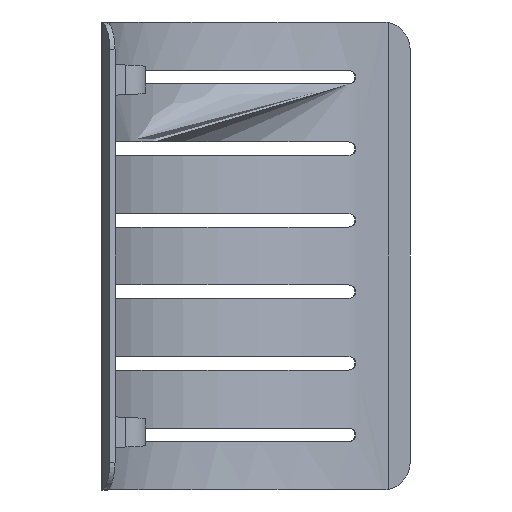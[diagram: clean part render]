
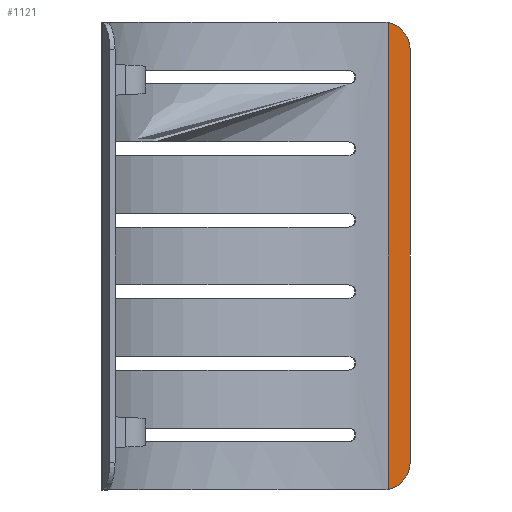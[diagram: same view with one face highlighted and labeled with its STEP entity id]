
A CAD part, left-side view. The second image highlights one B-rep face of the part: STEP entity #1121.
In plain terms, the highlighted planar face has unit normal (-1, 0, 0).
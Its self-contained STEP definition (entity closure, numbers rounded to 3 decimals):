
#49 = CARTESIAN_POINT ( 'NONE',  ( 51., -52., 42.5 ) ) ;
#267 = EDGE_CURVE ( 'NONE', #3015, #6405, #6197, .T. ) ;
#332 = VECTOR ( 'NONE', #1794, 1000. ) ;
#377 = CARTESIAN_POINT ( 'NONE',  ( 51., -52., 42.5 ) ) ;
#733 = AXIS2_PLACEMENT_3D ( 'NONE', #5919, #2586, #6487 ) ;
#834 = AXIS2_PLACEMENT_3D ( 'NONE', #5992, #2658, #6565 ) ;
#914 = PLANE ( 'NONE',  #1094 ) ;
#1094 = AXIS2_PLACEMENT_3D ( 'NONE', #377, #5331, #2001 ) ;
#1121 = ADVANCED_FACE ( 'NONE', ( #7147 ), #914, .F. ) ;
#1174 = EDGE_CURVE ( 'NONE', #6405, #5046, #1232, .T. ) ;
#1232 = CIRCLE ( 'NONE', #733, 5. ) ;
#1236 = ORIENTED_EDGE ( 'NONE', *, *, #1174, .F. ) ;
#1288 = VERTEX_POINT ( 'NONE', #6632 ) ;
#1582 = VECTOR ( 'NONE', #3310, 1000. ) ;
#1794 = DIRECTION ( 'NONE',  ( 0., 0., -1. ) ) ;
#2001 = DIRECTION ( 'NONE',  ( 0., 0., -1. ) ) ;
#2586 = DIRECTION ( 'NONE',  ( 1., 0., 0. ) ) ;
#2658 = DIRECTION ( 'NONE',  ( -1., 0., 0. ) ) ;
#2829 = ORIENTED_EDGE ( 'NONE', *, *, #3254, .T. ) ;
#2836 = EDGE_LOOP ( 'NONE', ( #3787, #1236, #4308, #2829 ) ) ;
#2912 = CARTESIAN_POINT ( 'NONE',  ( 51., -56., 42.5 ) ) ;
#3015 = VERTEX_POINT ( 'NONE', #3471 ) ;
#3254 = EDGE_CURVE ( 'NONE', #3015, #1288, #6594, .T. ) ;
#3310 = DIRECTION ( 'NONE',  ( 0., 0., -1. ) ) ;
#3398 = CARTESIAN_POINT ( 'NONE',  ( 51., -56., -37.5 ) ) ;
#3471 = CARTESIAN_POINT ( 'NONE',  ( 51., -56., 37.5 ) ) ;
#3787 = ORIENTED_EDGE ( 'NONE', *, *, #4985, .T. ) ;
#4308 = ORIENTED_EDGE ( 'NONE', *, *, #267, .F. ) ;
#4546 = LINE ( 'NONE', #49, #1582 ) ;
#4985 = EDGE_CURVE ( 'NONE', #1288, #5046, #4546, .T. ) ;
#5046 = VERTEX_POINT ( 'NONE', #5062 ) ;
#5062 = CARTESIAN_POINT ( 'NONE',  ( 51., -52., -42.399 ) ) ;
#5331 = DIRECTION ( 'NONE',  ( 1., 0., 0. ) ) ;
#5919 = CARTESIAN_POINT ( 'NONE',  ( 51., -51., -37.5 ) ) ;
#5992 = CARTESIAN_POINT ( 'NONE',  ( 51., -51., 37.5 ) ) ;
#6197 = LINE ( 'NONE', #2912, #332 ) ;
#6405 = VERTEX_POINT ( 'NONE', #3398 ) ;
#6487 = DIRECTION ( 'NONE',  ( 0., 0., 1. ) ) ;
#6565 = DIRECTION ( 'NONE',  ( 0., 0., -1. ) ) ;
#6594 = CIRCLE ( 'NONE', #834, 5. ) ;
#6632 = CARTESIAN_POINT ( 'NONE',  ( 51., -52., 42.399 ) ) ;
#7147 = FACE_OUTER_BOUND ( 'NONE', #2836, .T. ) ;
